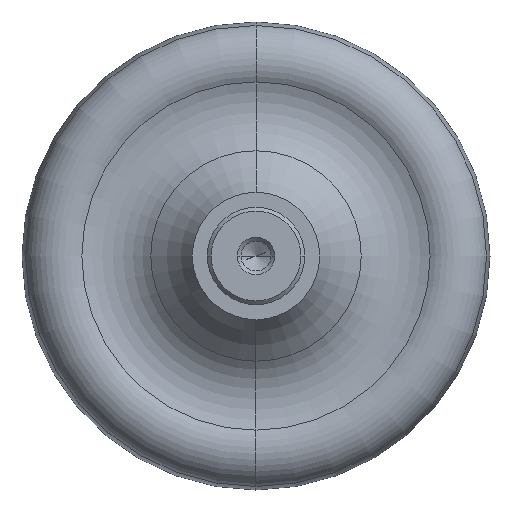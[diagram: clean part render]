
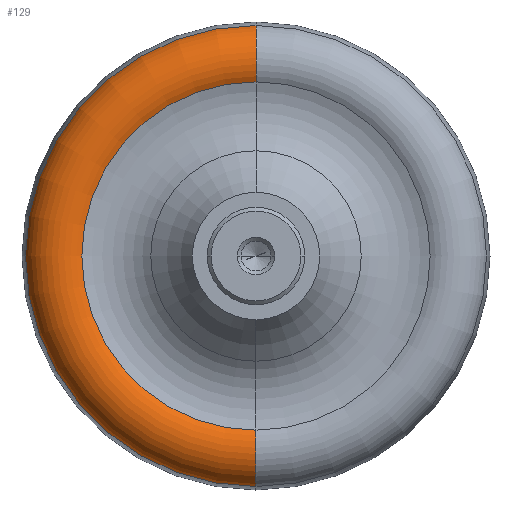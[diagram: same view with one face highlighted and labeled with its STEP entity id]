
A CAD part, left-side view. The second image highlights one B-rep face of the part: STEP entity #129.
In plain terms, the highlighted toroidal (fillet/blend) face has major radius 52 mm and minor radius 10 mm.
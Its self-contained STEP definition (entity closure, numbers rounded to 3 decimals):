
#129 = ADVANCED_FACE( '', ( #205 ), #206, .T. );
#205 = FACE_OUTER_BOUND( '', #348, .T. );
#206 = TOROIDAL_SURFACE( '', #349, 52., 10. );
#348 = EDGE_LOOP( '', ( #522, #523, #524, #525, #526, #527 ) );
#349 = AXIS2_PLACEMENT_3D( '', #528, #529, #530 );
#522 = ORIENTED_EDGE( '', *, *, #1031, .F. );
#523 = ORIENTED_EDGE( '', *, *, #1032, .T. );
#524 = ORIENTED_EDGE( '', *, *, #1033, .T. );
#525 = ORIENTED_EDGE( '', *, *, #1034, .F. );
#526 = ORIENTED_EDGE( '', *, *, #1035, .F. );
#527 = ORIENTED_EDGE( '', *, *, #1036, .F. );
#528 = CARTESIAN_POINT( '', ( 32., 0., 0. ) );
#529 = DIRECTION( '', ( -1., 0., 0. ) );
#530 = DIRECTION( '', ( 0., 0., 1. ) );
#1031 = EDGE_CURVE( '', #1210, #1207, #1211, .T. );
#1032 = EDGE_CURVE( '', #1210, #1212, #1213, .T. );
#1033 = EDGE_CURVE( '', #1212, #1214, #1215, .T. );
#1034 = EDGE_CURVE( '', #1205, #1214, #1216, .T. );
#1035 = EDGE_CURVE( '', #1217, #1205, #1218, .T. );
#1036 = EDGE_CURVE( '', #1207, #1217, #1219, .T. );
#1205 = VERTEX_POINT( '', #1473 );
#1207 = VERTEX_POINT( '', #1475 );
#1210 = VERTEX_POINT( '', #1478 );
#1211 = CIRCLE( '', #1479, 10. );
#1212 = VERTEX_POINT( '', #1480 );
#1213 = CIRCLE( '', #1481, 61.539 );
#1214 = VERTEX_POINT( '', #1482 );
#1215 = CIRCLE( '', #1483, 61.539 );
#1216 = CIRCLE( '', #1484, 10. );
#1217 = VERTEX_POINT( '', #1485 );
#1218 = CIRCLE( '', #1486, 46.51 );
#1219 = CIRCLE( '', #1487, 46.51 );
#1473 = CARTESIAN_POINT( '', ( 23.641, 0., -46.51 ) );
#1475 = CARTESIAN_POINT( '', ( 23.641, 0., 46.51 ) );
#1478 = CARTESIAN_POINT( '', ( 29., 0., 61.539 ) );
#1479 = AXIS2_PLACEMENT_3D( '', #2154, #2155, #2156 );
#1480 = CARTESIAN_POINT( '', ( 29., 61.539, 0. ) );
#1481 = AXIS2_PLACEMENT_3D( '', #2157, #2158, #2159 );
#1482 = CARTESIAN_POINT( '', ( 29., 0., -61.539 ) );
#1483 = AXIS2_PLACEMENT_3D( '', #2160, #2161, #2162 );
#1484 = AXIS2_PLACEMENT_3D( '', #2163, #2164, #2165 );
#1485 = CARTESIAN_POINT( '', ( 23.641, 46.51, 0. ) );
#1486 = AXIS2_PLACEMENT_3D( '', #2166, #2167, #2168 );
#1487 = AXIS2_PLACEMENT_3D( '', #2169, #2170, #2171 );
#2154 = CARTESIAN_POINT( '', ( 32., 0., 52. ) );
#2155 = DIRECTION( '', ( 0., -1., 0. ) );
#2156 = DIRECTION( '', ( 0., 0., 1. ) );
#2157 = CARTESIAN_POINT( '', ( 29., 0., 0. ) );
#2158 = DIRECTION( '', ( -1., 0., 0. ) );
#2159 = DIRECTION( '', ( 0., 1., 0. ) );
#2160 = CARTESIAN_POINT( '', ( 29., 0., 0. ) );
#2161 = DIRECTION( '', ( -1., 0., 0. ) );
#2162 = DIRECTION( '', ( 0., 1., 0. ) );
#2163 = CARTESIAN_POINT( '', ( 32., 0., -52. ) );
#2164 = DIRECTION( '', ( 0., -1., 0. ) );
#2165 = DIRECTION( '', ( 0., 0., -1. ) );
#2166 = CARTESIAN_POINT( '', ( 23.641, 0., 0. ) );
#2167 = DIRECTION( '', ( -1., 0., 0. ) );
#2168 = DIRECTION( '', ( 0., 1., 0. ) );
#2169 = CARTESIAN_POINT( '', ( 23.641, 0., 0. ) );
#2170 = DIRECTION( '', ( -1., 0., 0. ) );
#2171 = DIRECTION( '', ( 0., 1., 0. ) );
